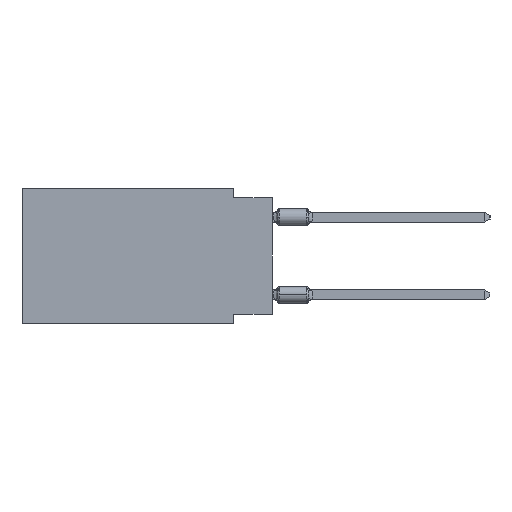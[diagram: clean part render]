
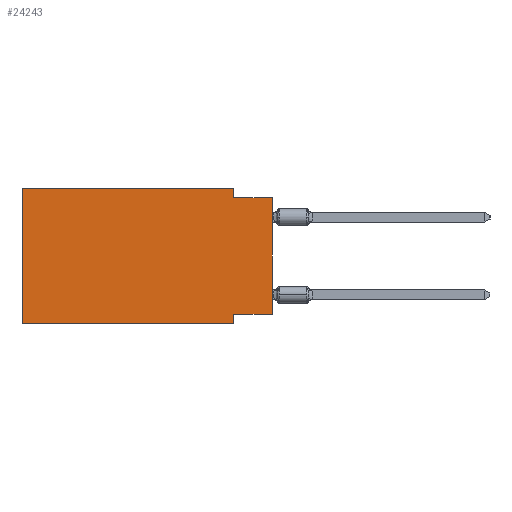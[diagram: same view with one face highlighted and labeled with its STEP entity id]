
A CAD part, left-side view. The second image highlights one B-rep face of the part: STEP entity #24243.
In plain terms, the highlighted planar face has unit normal (-1, 0, 0).
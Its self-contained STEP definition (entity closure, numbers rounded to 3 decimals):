
#33 = ORIENTED_EDGE ( 'NONE', *, *, #11473, .T. ) ;
#549 = DIRECTION ( 'NONE',  ( 0., 0., 1. ) ) ;
#645 = EDGE_CURVE ( 'NONE', #3933, #24173, #3773, .T. ) ;
#983 = VECTOR ( 'NONE', #26875, 1000. ) ;
#1263 = LINE ( 'NONE', #20564, #20488 ) ;
#1744 = DIRECTION ( 'NONE',  ( 0., 1., 0. ) ) ;
#2024 = CARTESIAN_POINT ( 'NONE',  ( 0., 0., -0.635 ) ) ;
#3100 = CARTESIAN_POINT ( 'NONE',  ( 0., 2.54, 0. ) ) ;
#3157 = DIRECTION ( 'NONE',  ( 1., 0., 0. ) ) ;
#3315 = PLANE ( 'NONE',  #10629 ) ;
#3615 = VECTOR ( 'NONE', #27421, 1000. ) ;
#3709 = VECTOR ( 'NONE', #4413, 1000. ) ;
#3773 = LINE ( 'NONE', #10109, #983 ) ;
#3914 = ORIENTED_EDGE ( 'NONE', *, *, #23199, .F. ) ;
#3933 = VERTEX_POINT ( 'NONE', #5175 ) ;
#4413 = DIRECTION ( 'NONE',  ( 0., 0., 1. ) ) ;
#4655 = CARTESIAN_POINT ( 'NONE',  ( 0., 2.54, -8.255 ) ) ;
#5175 = CARTESIAN_POINT ( 'NONE',  ( 0., 16.383, -8.89 ) ) ;
#5408 = FACE_OUTER_BOUND ( 'NONE', #22365, .T. ) ;
#5924 = EDGE_CURVE ( 'NONE', #3933, #8853, #6403, .T. ) ;
#6030 = LINE ( 'NONE', #21500, #3615 ) ;
#6403 = LINE ( 'NONE', #23702, #3709 ) ;
#6531 = EDGE_CURVE ( 'NONE', #22123, #9222, #20695, .T. ) ;
#6635 = EDGE_CURVE ( 'NONE', #27225, #24173, #1263, .T. ) ;
#6707 = ORIENTED_EDGE ( 'NONE', *, *, #11690, .F. ) ;
#6735 = CARTESIAN_POINT ( 'NONE',  ( 0., 2.54, -0.635 ) ) ;
#6819 = DIRECTION ( 'NONE',  ( 0., -1., 0. ) ) ;
#6893 = CARTESIAN_POINT ( 'NONE',  ( 0., 0., 0. ) ) ;
#8853 = VERTEX_POINT ( 'NONE', #8916 ) ;
#8916 = CARTESIAN_POINT ( 'NONE',  ( 0., 16.383, 0. ) ) ;
#9222 = VERTEX_POINT ( 'NONE', #6735 ) ;
#10109 = CARTESIAN_POINT ( 'NONE',  ( 0., 16.383, -8.89 ) ) ;
#10629 = AXIS2_PLACEMENT_3D ( 'NONE', #18364, #3157, #11760 ) ;
#10949 = ORIENTED_EDGE ( 'NONE', *, *, #6531, .F. ) ;
#11240 = LINE ( 'NONE', #6893, #25663 ) ;
#11473 = EDGE_CURVE ( 'NONE', #12110, #25622, #11240, .T. ) ;
#11690 = EDGE_CURVE ( 'NONE', #8853, #22123, #6030, .T. ) ;
#11760 = DIRECTION ( 'NONE',  ( 0., 0., -1. ) ) ;
#12110 = VERTEX_POINT ( 'NONE', #19220 ) ;
#12290 = EDGE_CURVE ( 'NONE', #9222, #25622, #17504, .T. ) ;
#13318 = ORIENTED_EDGE ( 'NONE', *, *, #5924, .F. ) ;
#14409 = CARTESIAN_POINT ( 'NONE',  ( 0., 0., -8.255 ) ) ;
#16050 = VECTOR ( 'NONE', #1744, 1000. ) ;
#16470 = DIRECTION ( 'NONE',  ( 0., 0., -1. ) ) ;
#17504 = LINE ( 'NONE', #26109, #18934 ) ;
#18179 = ORIENTED_EDGE ( 'NONE', *, *, #645, .T. ) ;
#18364 = CARTESIAN_POINT ( 'NONE',  ( 0., 16.383, 0. ) ) ;
#18934 = VECTOR ( 'NONE', #6819, 1000. ) ;
#19220 = CARTESIAN_POINT ( 'NONE',  ( 0., 0., -8.255 ) ) ;
#20194 = ORIENTED_EDGE ( 'NONE', *, *, #12290, .F. ) ;
#20488 = VECTOR ( 'NONE', #24513, 1000. ) ;
#20564 = CARTESIAN_POINT ( 'NONE',  ( 0., 2.54, -8.89 ) ) ;
#20695 = LINE ( 'NONE', #3100, #25876 ) ;
#20926 = ORIENTED_EDGE ( 'NONE', *, *, #6635, .F. ) ;
#21500 = CARTESIAN_POINT ( 'NONE',  ( 0., 16.383, 0. ) ) ;
#22123 = VERTEX_POINT ( 'NONE', #25478 ) ;
#22365 = EDGE_LOOP ( 'NONE', ( #33, #20194, #10949, #6707, #13318, #18179, #20926, #3914 ) ) ;
#23199 = EDGE_CURVE ( 'NONE', #12110, #27225, #23560, .T. ) ;
#23560 = LINE ( 'NONE', #14409, #16050 ) ;
#23702 = CARTESIAN_POINT ( 'NONE',  ( 0., 16.383, 0. ) ) ;
#23865 = CARTESIAN_POINT ( 'NONE',  ( 0., 2.54, -8.89 ) ) ;
#24173 = VERTEX_POINT ( 'NONE', #23865 ) ;
#24243 = ADVANCED_FACE ( 'NONE', ( #5408 ), #3315, .F. ) ;
#24513 = DIRECTION ( 'NONE',  ( 0., 0., -1. ) ) ;
#25478 = CARTESIAN_POINT ( 'NONE',  ( 0., 2.54, 0. ) ) ;
#25622 = VERTEX_POINT ( 'NONE', #2024 ) ;
#25663 = VECTOR ( 'NONE', #549, 1000. ) ;
#25876 = VECTOR ( 'NONE', #16470, 1000. ) ;
#26109 = CARTESIAN_POINT ( 'NONE',  ( 0., 0., -0.635 ) ) ;
#26875 = DIRECTION ( 'NONE',  ( 0., -1., 0. ) ) ;
#27225 = VERTEX_POINT ( 'NONE', #4655 ) ;
#27421 = DIRECTION ( 'NONE',  ( 0., -1., 0. ) ) ;
